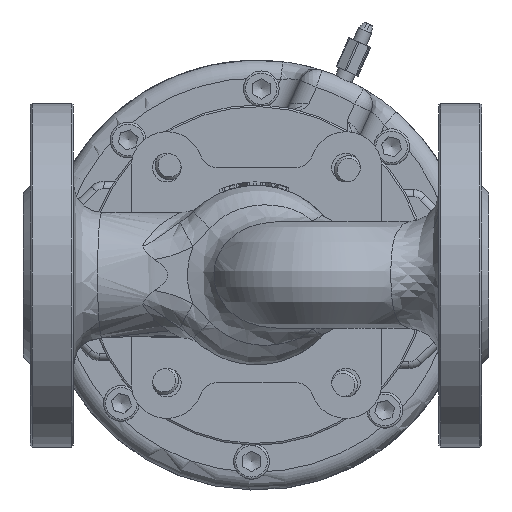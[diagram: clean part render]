
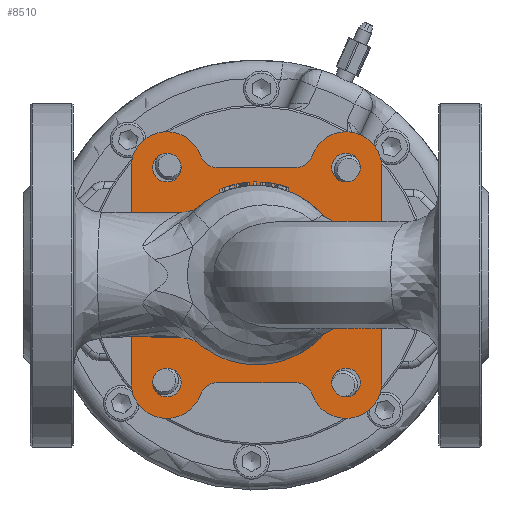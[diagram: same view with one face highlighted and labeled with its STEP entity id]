
A CAD part, front view. The second image highlights one B-rep face of the part: STEP entity #8510.
In plain terms, the highlighted planar face has unit normal (0, -1, 0).
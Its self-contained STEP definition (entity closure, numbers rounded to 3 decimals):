
#362=B_SPLINE_CURVE_WITH_KNOTS('',3,(#17467,#17468,#17469,#17470,#17471,
#17472,#17473,#17474,#17475,#17476,#17477,#17478,#17479,#17480,#17481,#17482,
#17483,#17484,#17485,#17486,#17487,#17488),.UNSPECIFIED.,.F.,.F.,(4,2,2,
2,2,2,2,2,2,2,4),(0.,0.367,0.547,0.892,
1.01,1.082,1.147,1.23,1.397,
1.609,2.197),.UNSPECIFIED.);
#690=LINE('',#16090,#1155);
#705=LINE('',#16140,#1170);
#800=LINE('',#17455,#1265);
#801=LINE('',#17458,#1266);
#1155=VECTOR('',#11202,10.);
#1170=VECTOR('',#11249,10.);
#1265=VECTOR('',#11560,10.);
#1266=VECTOR('',#11563,10.);
#1587=FACE_BOUND('',#2702,.T.);
#1588=FACE_BOUND('',#2703,.T.);
#1589=FACE_BOUND('',#2704,.T.);
#1590=FACE_BOUND('',#2705,.T.);
#1591=FACE_BOUND('',#2706,.T.);
#1750=PLANE('',#9469);
#2145=FACE_OUTER_BOUND('',#2701,.T.);
#2701=EDGE_LOOP('',(#7072,#7073,#7074,#7075,#7076,#7077,#7078,#7079,#7080,
#7081,#7082,#7083));
#2702=EDGE_LOOP('',(#7084));
#2703=EDGE_LOOP('',(#7085));
#2704=EDGE_LOOP('',(#7086));
#2705=EDGE_LOOP('',(#7087));
#2706=EDGE_LOOP('',(#7088,#7089));
#3200=CIRCLE('',#9344,5.);
#3202=CIRCLE('',#9348,5.);
#3204=CIRCLE('',#9351,10.);
#3206=CIRCLE('',#9354,5.);
#3208=CIRCLE('',#9357,10.);
#3210=CIRCLE('',#9360,5.);
#3248=CIRCLE('',#9450,25.);
#3259=CIRCLE('',#9470,10.);
#3260=CIRCLE('',#9471,10.);
#3261=CIRCLE('',#9472,4.);
#3262=CIRCLE('',#9473,4.);
#3263=CIRCLE('',#9474,4.);
#3264=CIRCLE('',#9475,4.);
#3786=VERTEX_POINT('',#16080);
#3787=VERTEX_POINT('',#16081);
#3790=VERTEX_POINT('',#16089);
#3794=VERTEX_POINT('',#16099);
#3796=VERTEX_POINT('',#16105);
#3798=VERTEX_POINT('',#16111);
#3799=VERTEX_POINT('',#16112);
#3802=VERTEX_POINT('',#16120);
#3804=VERTEX_POINT('',#16126);
#3805=VERTEX_POINT('',#16127);
#3933=VERTEX_POINT('',#17237);
#3934=VERTEX_POINT('',#17320);
#3947=VERTEX_POINT('',#17453);
#3948=VERTEX_POINT('',#17456);
#3949=VERTEX_POINT('',#17459);
#3950=VERTEX_POINT('',#17461);
#3951=VERTEX_POINT('',#17463);
#3952=VERTEX_POINT('',#17465);
#4792=EDGE_CURVE('',#3786,#3787,#3200,.T.);
#4796=EDGE_CURVE('',#3787,#3790,#690,.T.);
#4801=EDGE_CURVE('',#3790,#3794,#3202,.T.);
#4804=EDGE_CURVE('',#3794,#3796,#3204,.T.);
#4807=EDGE_CURVE('',#3798,#3799,#3206,.T.);
#4811=EDGE_CURVE('',#3799,#3802,#3208,.T.);
#4814=EDGE_CURVE('',#3804,#3805,#3210,.T.);
#4821=EDGE_CURVE('',#3805,#3798,#705,.T.);
#5005=EDGE_CURVE('',#3934,#3933,#3248,.T.);
#5024=EDGE_CURVE('',#3947,#3804,#3259,.T.);
#5025=EDGE_CURVE('',#3796,#3947,#800,.T.);
#5026=EDGE_CURVE('',#3948,#3786,#3260,.T.);
#5027=EDGE_CURVE('',#3802,#3948,#801,.T.);
#5028=EDGE_CURVE('',#3949,#3949,#3261,.T.);
#5029=EDGE_CURVE('',#3950,#3950,#3262,.T.);
#5030=EDGE_CURVE('',#3951,#3951,#3263,.T.);
#5031=EDGE_CURVE('',#3952,#3952,#3264,.T.);
#5032=EDGE_CURVE('',#3933,#3934,#362,.F.);
#7072=ORIENTED_EDGE('',*,*,#4807,.F.);
#7073=ORIENTED_EDGE('',*,*,#4821,.F.);
#7074=ORIENTED_EDGE('',*,*,#4814,.F.);
#7075=ORIENTED_EDGE('',*,*,#5024,.F.);
#7076=ORIENTED_EDGE('',*,*,#5025,.F.);
#7077=ORIENTED_EDGE('',*,*,#4804,.F.);
#7078=ORIENTED_EDGE('',*,*,#4801,.F.);
#7079=ORIENTED_EDGE('',*,*,#4796,.F.);
#7080=ORIENTED_EDGE('',*,*,#4792,.F.);
#7081=ORIENTED_EDGE('',*,*,#5026,.F.);
#7082=ORIENTED_EDGE('',*,*,#5027,.F.);
#7083=ORIENTED_EDGE('',*,*,#4811,.F.);
#7084=ORIENTED_EDGE('',*,*,#5028,.F.);
#7085=ORIENTED_EDGE('',*,*,#5029,.F.);
#7086=ORIENTED_EDGE('',*,*,#5030,.F.);
#7087=ORIENTED_EDGE('',*,*,#5031,.F.);
#7088=ORIENTED_EDGE('',*,*,#5032,.T.);
#7089=ORIENTED_EDGE('',*,*,#5005,.T.);
#8510=ADVANCED_FACE('',(#2145,#1587,#1588,#1589,#1590,#1591),#1750,.F.);
#9344=AXIS2_PLACEMENT_3D('',#16082,#11194,#11195);
#9348=AXIS2_PLACEMENT_3D('',#16100,#11209,#11210);
#9351=AXIS2_PLACEMENT_3D('',#16106,#11216,#11217);
#9354=AXIS2_PLACEMENT_3D('',#16113,#11223,#11224);
#9357=AXIS2_PLACEMENT_3D('',#16121,#11231,#11232);
#9360=AXIS2_PLACEMENT_3D('',#16128,#11238,#11239);
#9450=AXIS2_PLACEMENT_3D('',#17321,#11514,#11515);
#9469=AXIS2_PLACEMENT_3D('',#17452,#11556,#11557);
#9470=AXIS2_PLACEMENT_3D('',#17454,#11558,#11559);
#9471=AXIS2_PLACEMENT_3D('',#17457,#11561,#11562);
#9472=AXIS2_PLACEMENT_3D('',#17460,#11564,#11565);
#9473=AXIS2_PLACEMENT_3D('',#17462,#11566,#11567);
#9474=AXIS2_PLACEMENT_3D('',#17464,#11568,#11569);
#9475=AXIS2_PLACEMENT_3D('',#17466,#11570,#11571);
#11194=DIRECTION('center_axis',(0.,-1.,0.));
#11195=DIRECTION('ref_axis',(0.577,0.,0.816));
#11202=DIRECTION('',(-1.,0.,0.));
#11209=DIRECTION('center_axis',(0.,-1.,0.));
#11210=DIRECTION('ref_axis',(-0.577,0.,0.816));
#11216=DIRECTION('center_axis',(0.,1.,0.));
#11217=DIRECTION('ref_axis',(1.,0.,0.));
#11223=DIRECTION('center_axis',(0.,-1.,0.));
#11224=DIRECTION('ref_axis',(0.577,0.,-0.816));
#11231=DIRECTION('center_axis',(0.,1.,0.));
#11232=DIRECTION('ref_axis',(1.,0.,0.));
#11238=DIRECTION('center_axis',(0.,-1.,0.));
#11239=DIRECTION('ref_axis',(-0.577,0.,-0.816));
#11249=DIRECTION('',(1.,0.,0.));
#11514=DIRECTION('center_axis',(0.,1.,0.));
#11515=DIRECTION('ref_axis',(0.,0.,1.));
#11556=DIRECTION('center_axis',(0.,1.,0.));
#11557=DIRECTION('ref_axis',(0.,0.,1.));
#11558=DIRECTION('center_axis',(0.,1.,0.));
#11559=DIRECTION('ref_axis',(1.,0.,0.));
#11560=DIRECTION('',(0.,0.,1.));
#11561=DIRECTION('center_axis',(0.,1.,0.));
#11562=DIRECTION('ref_axis',(1.,0.,0.));
#11563=DIRECTION('',(0.,0.,-1.));
#11564=DIRECTION('center_axis',(0.,-1.,0.));
#11565=DIRECTION('ref_axis',(-1.,0.,0.));
#11566=DIRECTION('center_axis',(0.,-1.,0.));
#11567=DIRECTION('ref_axis',(-1.,0.,0.));
#11568=DIRECTION('center_axis',(0.,-1.,0.));
#11569=DIRECTION('ref_axis',(-1.,0.,0.));
#11570=DIRECTION('center_axis',(0.,-1.,0.));
#11571=DIRECTION('ref_axis',(-1.,0.,0.));
#16080=CARTESIAN_POINT('',(80.693,25.,-33.333));
#16081=CARTESIAN_POINT('',(75.979,25.,-30.));
#16082=CARTESIAN_POINT('Origin',(75.979,25.,-35.));
#16089=CARTESIAN_POINT('',(54.263,25.,-30.));
#16090=CARTESIAN_POINT('',(100.121,25.,-30.));
#16099=CARTESIAN_POINT('',(49.549,25.,-33.333));
#16100=CARTESIAN_POINT('Origin',(54.263,25.,-35.));
#16105=CARTESIAN_POINT('',(30.121,25.,-30.));
#16106=CARTESIAN_POINT('Origin',(40.121,25.,-30.));
#16111=CARTESIAN_POINT('',(75.979,25.,30.));
#16112=CARTESIAN_POINT('',(80.693,25.,33.333));
#16113=CARTESIAN_POINT('Origin',(75.979,25.,35.));
#16120=CARTESIAN_POINT('',(100.121,25.,30.));
#16121=CARTESIAN_POINT('Origin',(90.121,25.,30.));
#16126=CARTESIAN_POINT('',(49.549,25.,33.333));
#16127=CARTESIAN_POINT('',(54.263,25.,30.));
#16128=CARTESIAN_POINT('Origin',(54.263,25.,35.));
#16140=CARTESIAN_POINT('',(30.121,25.,30.));
#17237=CARTESIAN_POINT('',(42.255,25.,-10.106));
#17320=CARTESIAN_POINT('',(42.255,25.,10.106));
#17321=CARTESIAN_POINT('Origin',(65.121,25.,0.));
#17452=CARTESIAN_POINT('Origin',(65.121,25.,0.));
#17453=CARTESIAN_POINT('',(30.121,25.,30.));
#17454=CARTESIAN_POINT('Origin',(40.121,25.,30.));
#17455=CARTESIAN_POINT('',(30.121,25.,-30.));
#17456=CARTESIAN_POINT('',(100.121,25.,-30.));
#17457=CARTESIAN_POINT('Origin',(90.121,25.,-30.));
#17458=CARTESIAN_POINT('',(100.121,25.,30.));
#17459=CARTESIAN_POINT('',(94.121,25.,-30.));
#17460=CARTESIAN_POINT('Origin',(90.121,25.,-30.));
#17461=CARTESIAN_POINT('',(44.121,25.,-30.));
#17462=CARTESIAN_POINT('Origin',(40.121,25.,-30.));
#17463=CARTESIAN_POINT('',(94.121,25.,30.));
#17464=CARTESIAN_POINT('Origin',(90.121,25.,30.));
#17465=CARTESIAN_POINT('',(44.121,25.,30.));
#17466=CARTESIAN_POINT('Origin',(40.121,25.,30.));
#17467=CARTESIAN_POINT('Ctrl Pts',(42.255,25.,10.106));
#17468=CARTESIAN_POINT('Ctrl Pts',(41.76,25.,8.987));
#17469=CARTESIAN_POINT('Ctrl Pts',(41.296,25.,7.945));
#17470=CARTESIAN_POINT('Ctrl Pts',(40.659,25.,6.312));
#17471=CARTESIAN_POINT('Ctrl Pts',(40.462,25.,5.771));
#17472=CARTESIAN_POINT('Ctrl Pts',(39.942,25.,4.168));
#17473=CARTESIAN_POINT('Ctrl Pts',(39.675,25.,3.103));
#17474=CARTESIAN_POINT('Ctrl Pts',(39.472,25.,1.631));
#17475=CARTESIAN_POINT('Ctrl Pts',(39.435,25.,1.257));
#17476=CARTESIAN_POINT('Ctrl Pts',(39.397,25.,0.65));
#17477=CARTESIAN_POINT('Ctrl Pts',(39.389,25.,0.418));
#17478=CARTESIAN_POINT('Ctrl Pts',(39.383,25.,-0.023));
#17479=CARTESIAN_POINT('Ctrl Pts',(39.385,25.,-0.233));
#17480=CARTESIAN_POINT('Ctrl Pts',(39.4,25.,-0.709));
#17481=CARTESIAN_POINT('Ctrl Pts',(39.415,25.,-0.975));
#17482=CARTESIAN_POINT('Ctrl Pts',(39.484,25.,-1.772));
#17483=CARTESIAN_POINT('Ctrl Pts',(39.558,25.,-2.298));
#17484=CARTESIAN_POINT('Ctrl Pts',(39.786,25.,-3.491));
#17485=CARTESIAN_POINT('Ctrl Pts',(39.953,25.,-4.148));
#17486=CARTESIAN_POINT('Ctrl Pts',(40.7,25.,-6.605));
#17487=CARTESIAN_POINT('Ctrl Pts',(41.478,25.,-8.348));
#17488=CARTESIAN_POINT('Ctrl Pts',(42.255,25.,-10.106));
